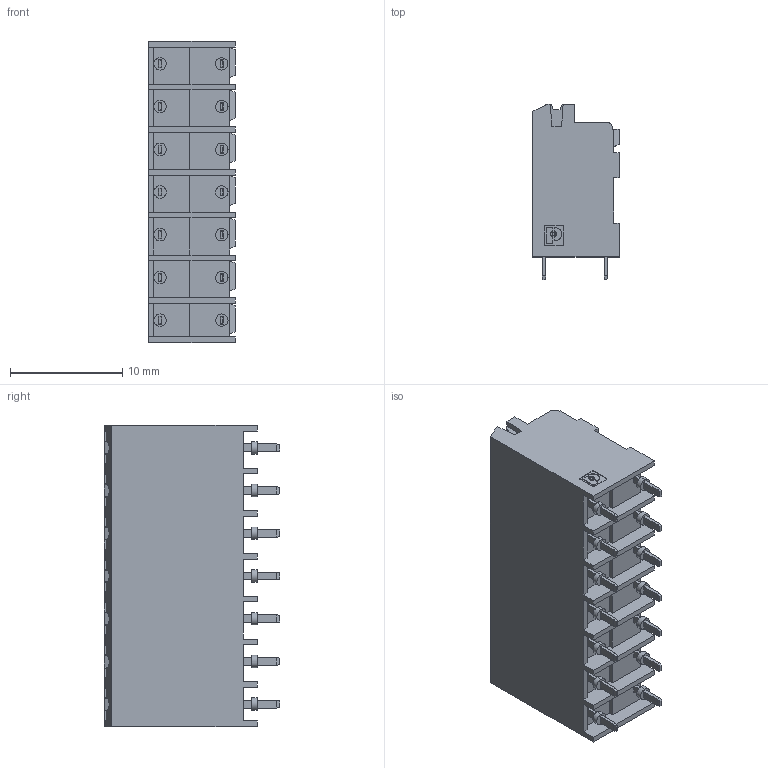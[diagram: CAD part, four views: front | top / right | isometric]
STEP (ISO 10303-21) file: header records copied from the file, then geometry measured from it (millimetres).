
FILE_DESCRIPTION(('SolidDesigner STEP Export'),'2;1');
FILE_NAME('spt-thr-1.5-7-v-3.81_p20.stp','2013-05-27T11:09:18',(''),(''),'Creo Elements/Direct Modeling STEP processor for AP214 (Solid Model)','Creo Elements/Direct Modeling 18.1B 29-Sep-2012 (C) Parametric Technology GmbH','');
FILE_SCHEMA(('AUTOMOTIVE_DESIGN { 1 0 10303 214 1 1 1 1 }'));
Length unit declared in the file: millimetre
Products named in the file (2): spt-thr-1.5-7-v-3.81_p20
Assembly tree (1 placements, depth 2):
  spt-thr-1.5-7-v-3.81_p20
    spt-thr-1.5-7-v-3.81_p20
Bounding box: 7.7 x 15.62 x 26.86 mm (x, y, z)
Volume: 2110.1 mm3; surface area: 1967.2 mm2
Topology: 1 solids, 1 shells, 863 faces, 2296 edges, 1494 vertices
Faces by surface type: plane 635, bspline 117, cylinder 64, extrusion 47
Entity records: 42012 total; most frequent: CARTESIAN_POINT 16371, ORIENTED_EDGE 4592, DIRECTION 3204, EDGE_CURVE 2296, VECTOR 1674, LINE 1627, VERTEX_POINT 1494, EDGE_LOOP 922
